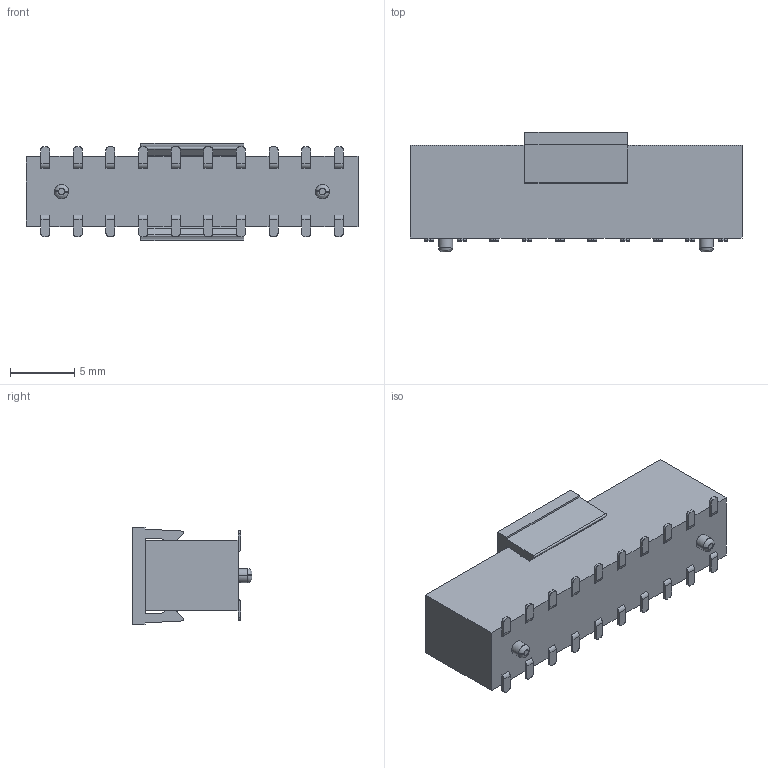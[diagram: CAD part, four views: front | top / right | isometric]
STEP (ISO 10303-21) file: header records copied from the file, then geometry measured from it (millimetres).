
FILE_DESCRIPTION( ('This file contains a STEP AP42 implementation' ,'as created by ZW3D STEP Interface translator.') ,'2;1' );
FILE_NAME( '2171T-2XXMXXGUNR2.stp' ,'23 419.1520 1', (''), ('ZWCAD Software Co.'), 'Version 1.0', 'ZW3D to STEP translator', '' );
FILE_SCHEMA(('AUTOMOTIVE_DESIGN { 1 0 10303 214 1 1 1 1 }'));
Length unit declared in the file: millimetre
Products named in the file (2): 0; 2171T-220MXXGUNT2
Bounding box: 25.86 x 9.32 x 7.6 mm (x, y, z)
Volume: 876.2 mm3; surface area: 2720.4 mm2
Topology: 1 solids, 1 shells, 2482 faces, 7102 edges, 4524 vertices
Faces by surface type: plane 1464, bspline 1014, cylinder 4
Entity records: 122221 total; most frequent: CARTESIAN_POINT 72155, ORIENTED_EDGE 14244, EDGE_CURVE 7102, B_SPLINE_CURVE_WITH_KNOTS 6684, VERTEX_POINT 4524, DIRECTION 3368, EDGE_LOOP 2586, FACE_OUTER_BOUND 2482
